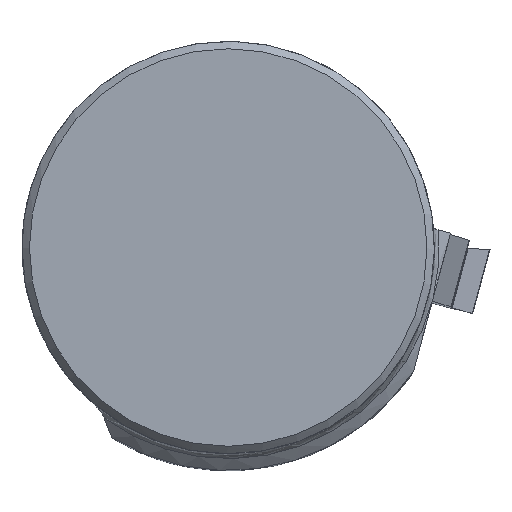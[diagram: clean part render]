
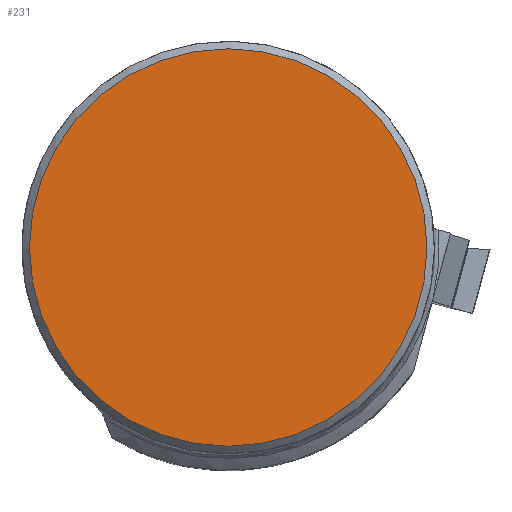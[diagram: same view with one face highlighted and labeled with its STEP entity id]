
A CAD part, top view. The second image highlights one B-rep face of the part: STEP entity #231.
In plain terms, the highlighted planar face has unit normal (0, 0, 1).
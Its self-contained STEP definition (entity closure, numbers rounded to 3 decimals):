
#173=CIRCLE('',#1547,12.049);
#231=ADVANCED_FACE('',(#332),#272,.F.);
#272=PLANE('',#1549);
#332=FACE_OUTER_BOUND('',#408,.T.);
#408=EDGE_LOOP('',(#974));
#974=ORIENTED_EDGE('',*,*,#1325,.F.);
#1148=VERTEX_POINT('',#2551);
#1325=EDGE_CURVE('',#1148,#1148,#173,.T.);
#1547=AXIS2_PLACEMENT_3D('',#2550,#1895,#1896);
#1549=AXIS2_PLACEMENT_3D('',#2553,#1899,#1900);
#1895=DIRECTION('',(0.,0.,-1.));
#1896=DIRECTION('',(-1.,0.,0.));
#1899=DIRECTION('',(0.,0.,-1.));
#1900=DIRECTION('',(1.,0.,0.));
#2550=CARTESIAN_POINT('',(0.,0.,0.));
#2551=CARTESIAN_POINT('',(-12.049,0.,0.));
#2553=CARTESIAN_POINT('',(12.049,0.,0.));
